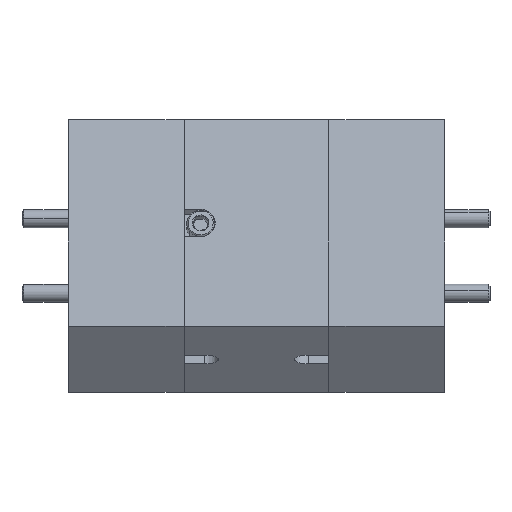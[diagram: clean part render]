
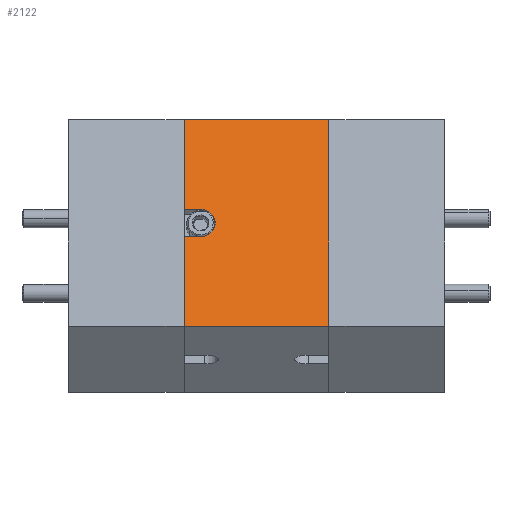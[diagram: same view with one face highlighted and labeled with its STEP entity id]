
A CAD part, top view. The second image highlights one B-rep face of the part: STEP entity #2122.
In plain terms, the highlighted planar face has unit normal (0, 0.303, 0.953).
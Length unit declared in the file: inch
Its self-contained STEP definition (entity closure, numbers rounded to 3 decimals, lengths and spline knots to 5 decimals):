
#99 = DIRECTION ( 'NONE',  ( -1., 0., 0. ) ) ;
#343 = LINE ( 'NONE', #11413, #12048 ) ;
#430 = ORIENTED_EDGE ( 'NONE', *, *, #10681, .T. ) ;
#515 = EDGE_LOOP ( 'NONE', ( #12950, #6329, #4308, #9239, #6701, #9053, #1542, #430 ) ) ;
#814 = VERTEX_POINT ( 'NONE', #6563 ) ;
#1349 = AXIS2_PLACEMENT_3D ( 'NONE', #6628, #13490, #3138 ) ;
#1430 = CARTESIAN_POINT ( 'NONE',  ( 0.18013, -0.31476, 0.89204 ) ) ;
#1452 = CARTESIAN_POINT ( 'NONE',  ( 0.12713, -0.21976, 0.86184 ) ) ;
#1542 = ORIENTED_EDGE ( 'NONE', *, *, #4197, .F. ) ;
#1547 = VECTOR ( 'NONE', #1632, 39.37008 ) ;
#1632 = DIRECTION ( 'NONE',  ( 0., -0.953, 0.303 ) ) ;
#1701 = EDGE_CURVE ( 'NONE', #7929, #2261, #10934, .T. ) ;
#1749 = CARTESIAN_POINT ( 'NONE',  ( 0.12713, 0.09012, 0.76333 ) ) ;
#2122 = ADVANCED_FACE ( 'NONE', ( #12011 ), #14627, .F. ) ;
#2216 = CARTESIAN_POINT ( 'NONE',  ( 0.62713, 0.09012, 0.76333 ) ) ;
#2261 = VERTEX_POINT ( 'NONE', #1452 ) ;
#2446 = LINE ( 'NONE', #2216, #4409 ) ;
#2526 = LINE ( 'NONE', #1430, #3393 ) ;
#2720 = DIRECTION ( 'NONE',  ( -1., 0., 0. ) ) ;
#2820 = CARTESIAN_POINT ( 'NONE',  ( 0.18413, -0.26726, 0.87694 ) ) ;
#3117 = CARTESIAN_POINT ( 'NONE',  ( 0.18013, -0.21976, 0.86184 ) ) ;
#3138 = DIRECTION ( 'NONE',  ( 1., 0., 0. ) ) ;
#3352 = DIRECTION ( 'NONE',  ( -1., 0., 0. ) ) ;
#3393 = VECTOR ( 'NONE', #11797, 39.37008 ) ;
#3597 = DIRECTION ( 'NONE',  ( 0., -0.953, 0.303 ) ) ;
#3872 = VERTEX_POINT ( 'NONE', #11877 ) ;
#4197 = EDGE_CURVE ( 'NONE', #9912, #13211, #7247, .T. ) ;
#4308 = ORIENTED_EDGE ( 'NONE', *, *, #11966, .F. ) ;
#4313 = CARTESIAN_POINT ( 'NONE',  ( 0.18013, -0.21976, 0.86184 ) ) ;
#4409 = VECTOR ( 'NONE', #3352, 39.37008 ) ;
#4956 = EDGE_CURVE ( 'NONE', #3872, #2261, #10179, .T. ) ;
#5056 = DIRECTION ( 'NONE',  ( 0., 0.303, 0.953 ) ) ;
#5457 = CIRCLE ( 'NONE', #5695, 0.05 ) ;
#5589 = VERTEX_POINT ( 'NONE', #14250 ) ;
#5695 = AXIS2_PLACEMENT_3D ( 'NONE', #2820, #5056, #2720 ) ;
#5948 = CARTESIAN_POINT ( 'NONE',  ( 0.12713, 0.09012, 0.76333 ) ) ;
#6147 = EDGE_CURVE ( 'NONE', #5589, #8977, #2526, .T. ) ;
#6329 = ORIENTED_EDGE ( 'NONE', *, *, #1701, .F. ) ;
#6530 = CARTESIAN_POINT ( 'NONE',  ( 0.18013, -0.31476, 0.89204 ) ) ;
#6563 = CARTESIAN_POINT ( 'NONE',  ( 0.12713, -0.62463, 0.99055 ) ) ;
#6628 = CARTESIAN_POINT ( 'NONE',  ( 0.62713, 0.09012, 0.76333 ) ) ;
#6701 = ORIENTED_EDGE ( 'NONE', *, *, #11039, .T. ) ;
#7240 = VECTOR ( 'NONE', #9901, 39.37008 ) ;
#7247 = LINE ( 'NONE', #8436, #1547 ) ;
#7929 = VERTEX_POINT ( 'NONE', #3117 ) ;
#7994 = DIRECTION ( 'NONE',  ( -1., 0., 0. ) ) ;
#8436 = CARTESIAN_POINT ( 'NONE',  ( 0.62713, 0.09012, 0.76333 ) ) ;
#8977 = VERTEX_POINT ( 'NONE', #6530 ) ;
#9053 = ORIENTED_EDGE ( 'NONE', *, *, #10264, .F. ) ;
#9239 = ORIENTED_EDGE ( 'NONE', *, *, #6147, .F. ) ;
#9529 = VECTOR ( 'NONE', #7994, 39.37008 ) ;
#9901 = DIRECTION ( 'NONE',  ( 0., -0.953, 0.303 ) ) ;
#9912 = VERTEX_POINT ( 'NONE', #14019 ) ;
#10179 = LINE ( 'NONE', #5948, #14107 ) ;
#10264 = EDGE_CURVE ( 'NONE', #13211, #814, #343, .T. ) ;
#10681 = EDGE_CURVE ( 'NONE', #9912, #3872, #2446, .T. ) ;
#10934 = LINE ( 'NONE', #4313, #9529 ) ;
#11039 = EDGE_CURVE ( 'NONE', #5589, #814, #11336, .T. ) ;
#11336 = LINE ( 'NONE', #1749, #7240 ) ;
#11413 = CARTESIAN_POINT ( 'NONE',  ( 0.62713, -0.62463, 0.99055 ) ) ;
#11797 = DIRECTION ( 'NONE',  ( 1., 0., 0. ) ) ;
#11877 = CARTESIAN_POINT ( 'NONE',  ( 0.12713, 0.09012, 0.76333 ) ) ;
#11966 = EDGE_CURVE ( 'NONE', #8977, #7929, #5457, .T. ) ;
#12011 = FACE_OUTER_BOUND ( 'NONE', #515, .T. ) ;
#12048 = VECTOR ( 'NONE', #99, 39.37008 ) ;
#12894 = CARTESIAN_POINT ( 'NONE',  ( 0.62713, -0.62463, 0.99055 ) ) ;
#12950 = ORIENTED_EDGE ( 'NONE', *, *, #4956, .T. ) ;
#13211 = VERTEX_POINT ( 'NONE', #12894 ) ;
#13490 = DIRECTION ( 'NONE',  ( 0., -0.303, -0.953 ) ) ;
#14019 = CARTESIAN_POINT ( 'NONE',  ( 0.62713, 0.09012, 0.76333 ) ) ;
#14107 = VECTOR ( 'NONE', #3597, 39.37008 ) ;
#14250 = CARTESIAN_POINT ( 'NONE',  ( 0.12713, -0.31476, 0.89204 ) ) ;
#14627 = PLANE ( 'NONE',  #1349 ) ;
